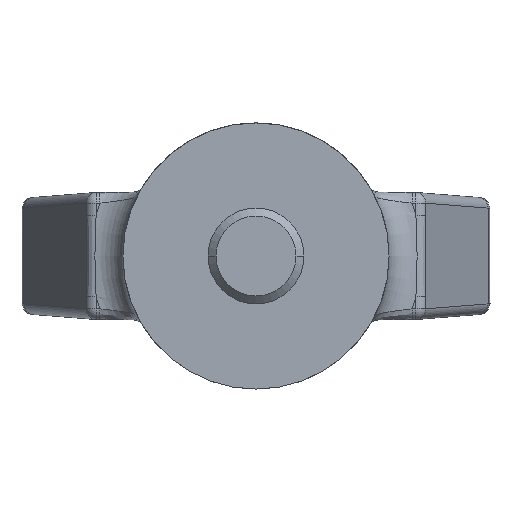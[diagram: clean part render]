
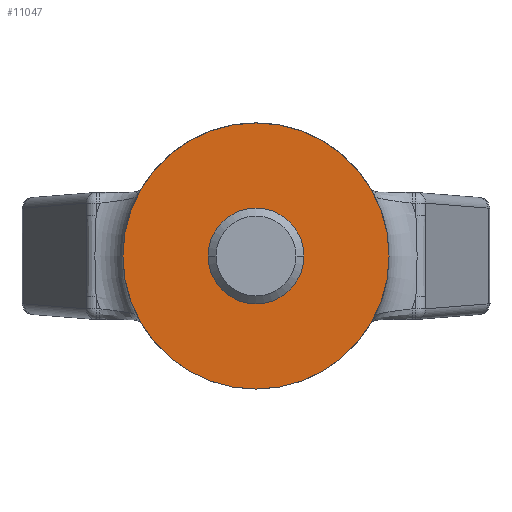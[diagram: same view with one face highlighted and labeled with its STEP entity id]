
A CAD part, front view. The second image highlights one B-rep face of the part: STEP entity #11047.
In plain terms, the highlighted planar face has unit normal (0, -1, 0).
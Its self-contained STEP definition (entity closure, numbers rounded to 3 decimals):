
#2163=CARTESIAN_POINT('',(0.,-86.,0.));
#2164=DIRECTION('',(0.,-1.,0.));
#2165=DIRECTION('',(-1.,0.,0.));
#2166=AXIS2_PLACEMENT_3D('',#2163,#2164,#2165);
#2168=CARTESIAN_POINT('',(0.,-86.,0.));
#2169=DIRECTION('',(0.,1.,0.));
#2170=DIRECTION('',(-1.,0.,0.));
#2171=AXIS2_PLACEMENT_3D('',#2168,#2169,#2170);
#5868=CARTESIAN_POINT('',(-50.,-86.,0.));
#5869=CARTESIAN_POINT('',(50.,-86.,0.));
#5870=VERTEX_POINT('',#5868);
#5871=VERTEX_POINT('',#5869);
#11038=CARTESIAN_POINT('',(0.,-86.,0.));
#11039=DIRECTION('',(0.,1.,0.));
#11040=DIRECTION('',(1.,0.,0.));
#11041=AXIS2_PLACEMENT_3D('',#11038,#11039,#11040);
#11042=PLANE('',#11041);
#11043=ORIENTED_EDGE('',*,*,#8087,.F.);
#11044=ORIENTED_EDGE('',*,*,#11004,.T.);
#11045=EDGE_LOOP('',(#11043,#11044));
#11046=FACE_OUTER_BOUND('',#11045,.F.);
#11047=ADVANCED_FACE('',(#11046),#11042,.F.);
#2167=CIRCLE('',#2166,50.);
#2172=CIRCLE('',#2171,50.);
#8087=EDGE_CURVE('',#5870,#5871,#2167,.T.);
#11004=EDGE_CURVE('',#5870,#5871,#2172,.T.);
